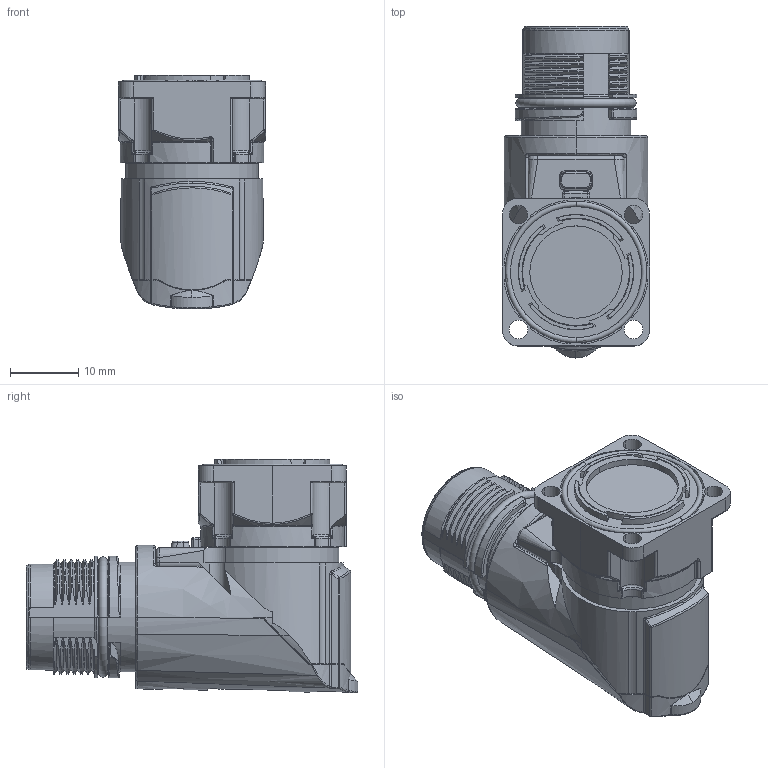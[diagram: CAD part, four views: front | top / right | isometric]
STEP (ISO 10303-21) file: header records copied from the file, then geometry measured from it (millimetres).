
FILE_DESCRIPTION((''),'2;1');
FILE_NAME('1','2023-12-15T',('zh.su'),(''),'PRO/ENGINEER BY PARAMETRIC TECHNOLOGY CORPORATION, 2012480','PRO/ENGINEER BY PARAMETRIC TECHNOLOGY CORPORATION, 2012480','');
FILE_SCHEMA(('CONFIG_CONTROL_DESIGN'));
Length unit declared in the file: millimetre
Products named in the file (1): 1
Bounding box: 21.6 x 48.5 x 34.2 mm (x, y, z)
Volume: 17111.7 mm3; surface area: 8492.1 mm2
Topology: 1 solids, 3 shells, 1158 faces, 3107 edges, 1954 vertices
Faces by surface type: cylinder 347, plane 318, bspline 285, torus 84, cone 59, sphere 33, extrusion 32
Entity records: 52715 total; most frequent: CARTESIAN_POINT 26074, ORIENTED_EDGE 6202, DIRECTION 4700, EDGE_CURVE 3101, VERTEX_POINT 1954, AXIS2_PLACEMENT_3D 1786, EDGE_LOOP 1221, FACE_OUTER_BOUND 1158
